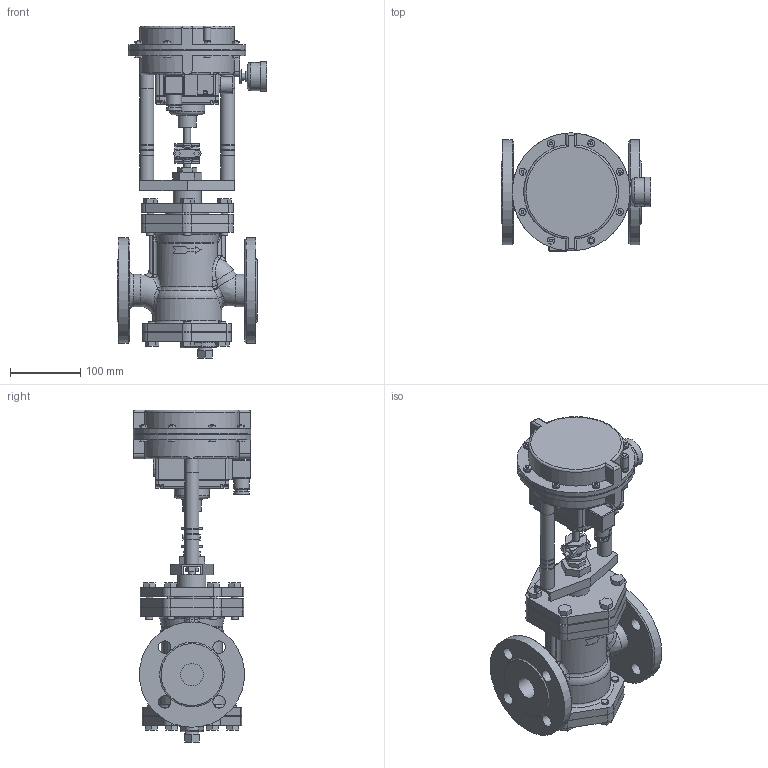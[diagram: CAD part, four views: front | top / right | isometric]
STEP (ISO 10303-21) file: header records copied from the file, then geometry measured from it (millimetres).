
FILE_DESCRIPTION(/* description */ (''),/* implementation_level */ '2;1');
FILE_NAME(/* name */ 'cvsr0-040-e0025-00.stp',/* time_stamp */ '2016-12-20T16:01:51+09:00',/* author */ ('nakaot'),/* organization */ (''),/* preprocessor_version */ 'ST-DEVELOPER v15.6',/* originating_system */ 'Autodesk Inventor 2015',/* authorisation */ '');
FILE_SCHEMA (('CONFIG_CONTROL_DESIGN'));
Length unit declared in the file: millimetre
Products named in the file (1): cvsr0-040-e0025-00
Bounding box: 213.7 x 168.1 x 473.1 mm (x, y, z)
Volume: 4319101 mm3; surface area: 443716.2 mm2
Topology: 4 solids, 5 shells, 1015 faces, 2441 edges, 1532 vertices
Faces by surface type: plane 678, cylinder 220, bspline 60, torus 41, sphere 11, cone 5
Full cylindrical faces by diameter (mm): 4 x8, 4.5 x4, 6 x1, 8 x4, 10 x41, 10.392 x1, 11.445 x2, 15 x3, 16 x2, 16.6 x1, 18 x14, 20 x11, 22 x3, 24 x1, 26 x1, 30 x1, 32 x2, 40 x2, 42 x1, 46 x2, 50 x1, 62 x1, 98 x1, 100 x2, 150 x2, 164 x1, 168 x2
Entity records: 30526 total; most frequent: CARTESIAN_POINT 7506, DIRECTION 4715, ORIENTED_EDGE 4536, EDGE_CURVE 2268, AXIS2_PLACEMENT_3D 1648, VERTEX_POINT 1498, LINE 1419, VECTOR 1419
